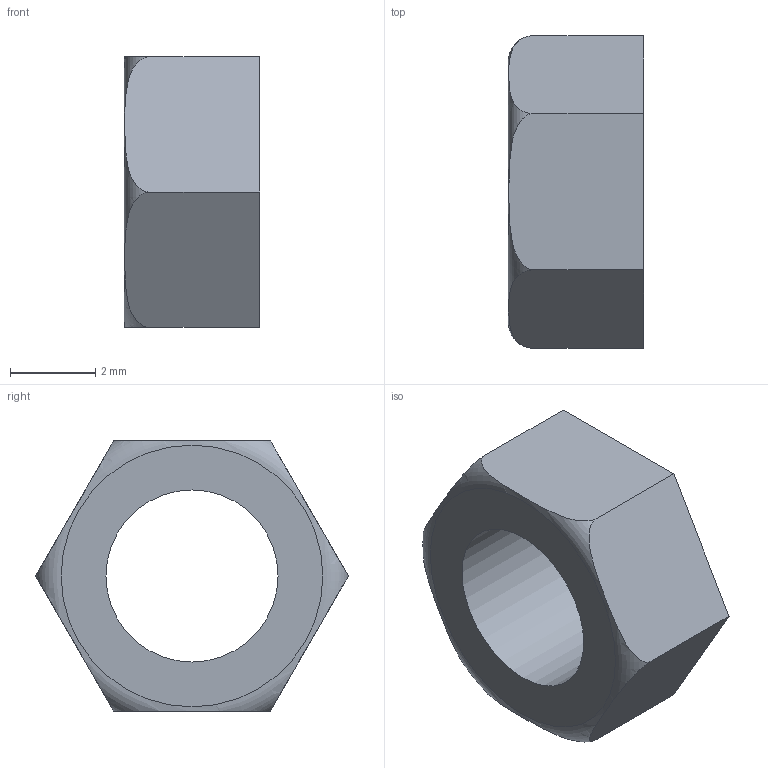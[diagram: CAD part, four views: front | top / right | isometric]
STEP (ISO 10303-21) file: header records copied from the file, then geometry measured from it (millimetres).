
FILE_DESCRIPTION(/* description */ ('STEP AP214'),/* implementation_level */ '2;1');
FILE_NAME(/* name */ '62526851ecdeb77adb8bc7c4',/* time_stamp */ '2022-04-10T05:17:06+00:00',/* author */ (''),/* organization */ (''),/* preprocessor_version */ 'ST-DEVELOPER v18.101',/* originating_system */ ' ',/* authorisation */ ' ');
FILE_SCHEMA (('AUTOMOTIVE_DESIGN {1 0 10303 214 3 1 1}'));
Length unit declared in the file: metre
Products named in the file (1): Part 322
Bounding box: 3.17 x 7.33 x 6.35 mm (x, y, z)
Volume: 70 mm3; surface area: 152.7 mm2
Topology: 1 solids, 1 shells, 10 faces, 23 edges, 15 vertices
Faces by surface type: plane 8, cylinder 1, torus 1
Full cylindrical faces by diameter (mm): 4.039 x1
Entity records: 354 total; most frequent: CARTESIAN_POINT 107, ORIENTED_EDGE 42, DIRECTION 40, EDGE_CURVE 21, VERTEX_POINT 15, EDGE_LOOP 14, FACE_BOUND 14, AXIS2_PLACEMENT_3D 14
